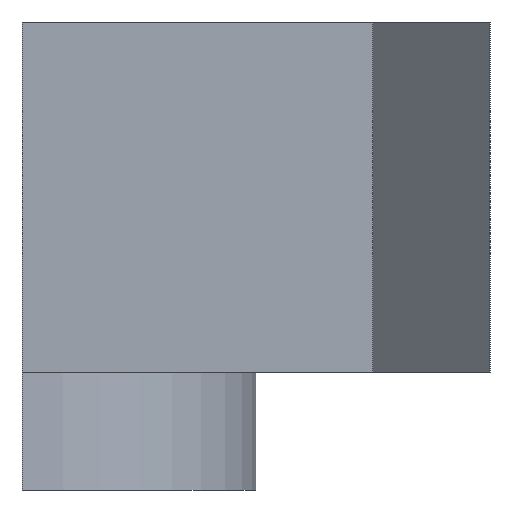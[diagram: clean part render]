
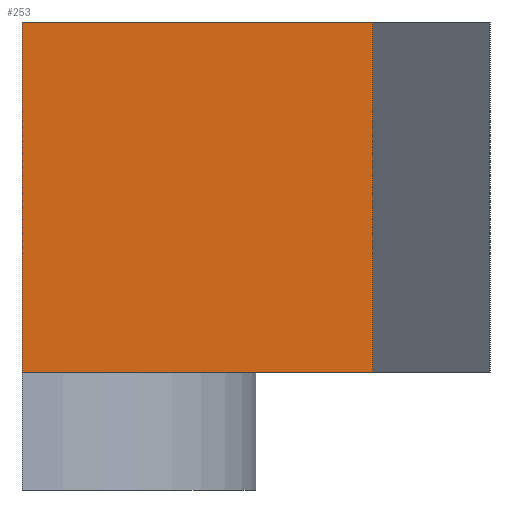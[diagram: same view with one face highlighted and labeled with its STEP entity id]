
A CAD part, left-side view. The second image highlights one B-rep face of the part: STEP entity #253.
In plain terms, the highlighted planar face has unit normal (-1, 0, 0).
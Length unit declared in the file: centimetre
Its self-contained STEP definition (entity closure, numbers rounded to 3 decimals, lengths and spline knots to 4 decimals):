
#21=PLANE('',#285);
#35=FACE_OUTER_BOUND('',#49,.T.);
#49=EDGE_LOOP('',(#209,#210,#211,#212));
#64=LINE('',#387,#94);
#74=LINE('',#409,#104);
#75=LINE('',#411,#105);
#76=LINE('',#412,#106);
#94=VECTOR('',#318,1.);
#104=VECTOR('',#338,1.);
#105=VECTOR('',#339,1.);
#106=VECTOR('',#340,1.);
#119=VERTEX_POINT('',#361);
#128=VERTEX_POINT('',#384);
#135=VERTEX_POINT('',#408);
#136=VERTEX_POINT('',#410);
#154=EDGE_CURVE('',#128,#119,#64,.T.);
#164=EDGE_CURVE('',#135,#128,#74,.T.);
#165=EDGE_CURVE('',#136,#119,#75,.T.);
#166=EDGE_CURVE('',#135,#136,#76,.T.);
#209=ORIENTED_EDGE('',*,*,#164,.T.);
#210=ORIENTED_EDGE('',*,*,#154,.T.);
#211=ORIENTED_EDGE('',*,*,#165,.F.);
#212=ORIENTED_EDGE('',*,*,#166,.F.);
#253=ADVANCED_FACE('',(#35),#21,.T.);
#285=AXIS2_PLACEMENT_3D('',#407,#336,#337);
#318=DIRECTION('',(0.,0.,-1.));
#336=DIRECTION('center_axis',(-1.,0.,0.));
#337=DIRECTION('ref_axis',(0.,1.,0.));
#338=DIRECTION('',(0.,1.,0.));
#339=DIRECTION('',(0.,1.,0.));
#340=DIRECTION('',(0.,0.,-1.));
#361=CARTESIAN_POINT('',(2.,4.,-3.));
#384=CARTESIAN_POINT('',(2.,4.,0.));
#387=CARTESIAN_POINT('',(2.,4.,0.));
#407=CARTESIAN_POINT('Origin',(2.,1.,0.));
#408=CARTESIAN_POINT('',(2.,1.,0.));
#409=CARTESIAN_POINT('',(2.,1.,0.));
#410=CARTESIAN_POINT('',(2.,1.,-3.));
#411=CARTESIAN_POINT('',(2.,1.,-3.));
#412=CARTESIAN_POINT('',(2.,1.,0.));
